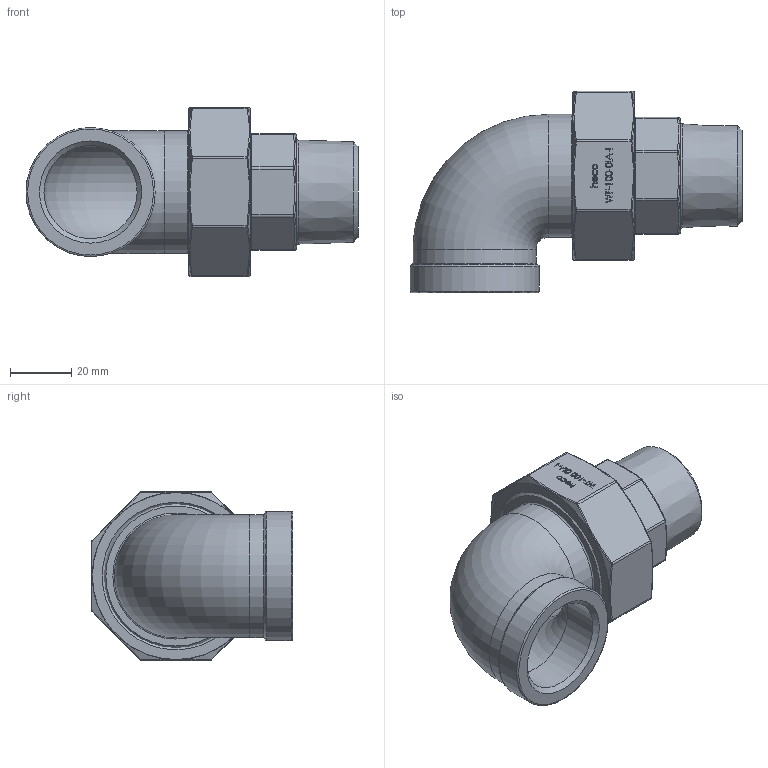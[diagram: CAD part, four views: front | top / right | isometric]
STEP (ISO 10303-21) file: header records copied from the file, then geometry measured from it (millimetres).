
FILE_DESCRIPTION (( 'STEP AP214' ), '1' );
FILE_NAME ('WF-100-0IA-I Winkelverschraubung flach 2109.STEP', '2021-09-21T12:01:55', ( '' ), ( '' ), 'SwSTEP 2.0', 'SolidWorks 2019', '' );
FILE_SCHEMA (( 'AUTOMOTIVE_DESIGN' ));
Length unit declared in the file: millimetre
Products named in the file (5): WF-100-0IA-I Winkelverschraubung flach 2109; ET-100-F0A-I Einlegeteil 1610; ES-100-FWI-I Schraubteil 1801; ÜM-048-042-I Überwurfmutter 100 1609; DI-045-0VF-I Dichtung f黵 躆100 1609
Assembly tree (4 placements, depth 2):
  WF-100-0IA-I Winkelverschraubung flach 2109
    ES-100-FWI-I Schraubteil 1801
    DI-045-0VF-I Dichtung f黵 躆100 1609
    ET-100-F0A-I Einlegeteil 1610
    ÜM-048-042-I Überwurfmutter 100 1609
Bounding box: 108 x 65.5 x 55.04 mm (x, y, z)
Volume: 73480.6 mm3; surface area: 38986.5 mm2
Topology: 4 solids, 4 shells, 346 faces, 820 edges, 517 vertices
Faces by surface type: plane 140, bspline 110, torus 45, cylinder 40, cone 11
Full cylindrical faces by diameter (mm): 25 x1, 30 x1, 30.29 x1, 34 x3, 35 x1, 40 x2, 42 x2, 42.5 x1, 45.5 x2, 45.84 x1, 48 x1
Entity records: 17873 total; most frequent: CARTESIAN_POINT 7408, ORIENTED_EDGE 1488, DIRECTION 1173, EDGE_CURVE 744, VERTEX_POINT 497, EDGE_LOOP 445, AXIS2_PLACEMENT_3D 422, FACE_OUTER_BOUND 391
